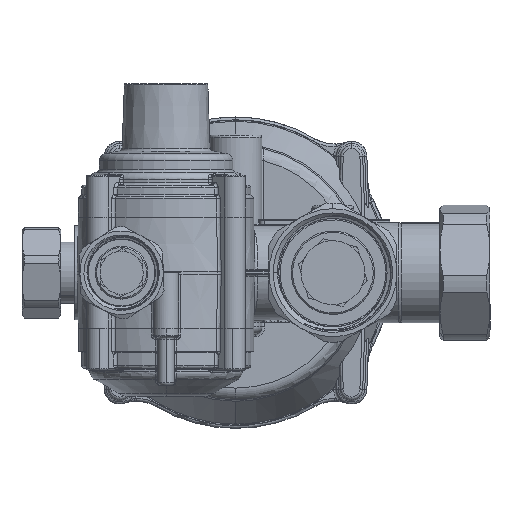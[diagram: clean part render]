
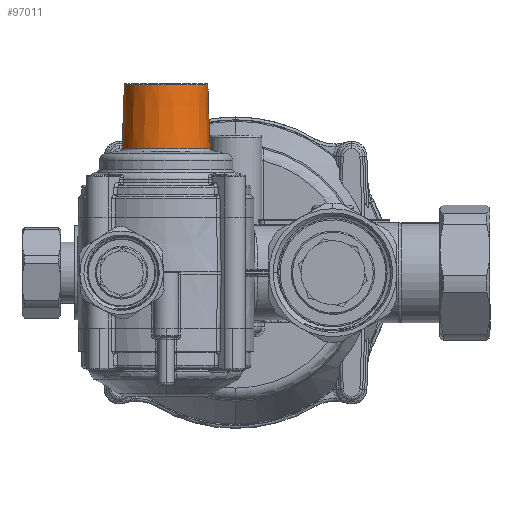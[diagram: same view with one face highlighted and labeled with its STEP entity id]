
A CAD part, front view. The second image highlights one B-rep face of the part: STEP entity #97011.
In plain terms, the highlighted conical face has half-angle 2 degrees and reference radius 15 mm.
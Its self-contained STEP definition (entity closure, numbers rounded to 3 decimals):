
#4242 = VERTEX_POINT ( 'NONE', #81851 ) ;
#8300 = DIRECTION ( 'NONE',  ( 0., 0., 1. ) ) ;
#9069 = EDGE_CURVE ( 'NONE', #4242, #26719, #57500, .T. ) ;
#9852 = CARTESIAN_POINT ( 'NONE',  ( -40., -67., 68. ) ) ;
#14115 = AXIS2_PLACEMENT_3D ( 'NONE', #61123, #45123, #14473 ) ;
#14473 = DIRECTION ( 'NONE',  ( -1., 0., 0. ) ) ;
#18837 = CARTESIAN_POINT ( 'NONE',  ( -40.815, -67., 44.647 ) ) ;
#22415 = VECTOR ( 'NONE', #64320, 1000. ) ;
#23075 = ORIENTED_EDGE ( 'NONE', *, *, #55061, .T. ) ;
#26719 = VERTEX_POINT ( 'NONE', #97821 ) ;
#30762 = CARTESIAN_POINT ( 'NONE',  ( -25., -67., 67.517 ) ) ;
#31493 = CONICAL_SURFACE ( 'NONE', #14115, 15., 0.035 ) ;
#38589 = DIRECTION ( 'NONE',  ( 1., 0., 0. ) ) ;
#40374 = VECTOR ( 'NONE', #95631, 1000. ) ;
#45123 = DIRECTION ( 'NONE',  ( 0., 0., -1. ) ) ;
#49148 = VERTEX_POINT ( 'NONE', #18837 ) ;
#50967 = EDGE_LOOP ( 'NONE', ( #56283, #52396, #84444, #23075 ) ) ;
#51226 = CIRCLE ( 'NONE', #55625, 15.815 ) ;
#52272 = VERTEX_POINT ( 'NONE', #73279 ) ;
#52396 = ORIENTED_EDGE ( 'NONE', *, *, #9069, .T. ) ;
#55014 = CARTESIAN_POINT ( 'NONE',  ( -25., -67., 44.647 ) ) ;
#55061 = EDGE_CURVE ( 'NONE', #49148, #52272, #51226, .T. ) ;
#55625 = AXIS2_PLACEMENT_3D ( 'NONE', #55014, #8300, #62807 ) ;
#56283 = ORIENTED_EDGE ( 'NONE', *, *, #93999, .F. ) ;
#57500 = CIRCLE ( 'NONE', #80840, 15.017 ) ;
#61123 = CARTESIAN_POINT ( 'NONE',  ( -25., -67., 68. ) ) ;
#62807 = DIRECTION ( 'NONE',  ( 1., 0., 0. ) ) ;
#63218 = EDGE_CURVE ( 'NONE', #26719, #49148, #84582, .T. ) ;
#64320 = DIRECTION ( 'NONE',  ( -0.035, 0., -0.999 ) ) ;
#73279 = CARTESIAN_POINT ( 'NONE',  ( -9.185, -67., 44.647 ) ) ;
#80840 = AXIS2_PLACEMENT_3D ( 'NONE', #30762, #85256, #38589 ) ;
#81851 = CARTESIAN_POINT ( 'NONE',  ( -9.983, -67., 67.517 ) ) ;
#84280 = LINE ( 'NONE', #87784, #40374 ) ;
#84444 = ORIENTED_EDGE ( 'NONE', *, *, #63218, .T. ) ;
#84582 = LINE ( 'NONE', #9852, #22415 ) ;
#85256 = DIRECTION ( 'NONE',  ( 0., 0., -1. ) ) ;
#87784 = CARTESIAN_POINT ( 'NONE',  ( -10., -67., 68. ) ) ;
#93999 = EDGE_CURVE ( 'NONE', #4242, #52272, #84280, .T. ) ;
#95631 = DIRECTION ( 'NONE',  ( 0.035, 0., -0.999 ) ) ;
#97011 = ADVANCED_FACE ( 'NONE', ( #98582 ), #31493, .T. ) ;
#97821 = CARTESIAN_POINT ( 'NONE',  ( -40.017, -67., 67.517 ) ) ;
#98582 = FACE_OUTER_BOUND ( 'NONE', #50967, .T. ) ;
